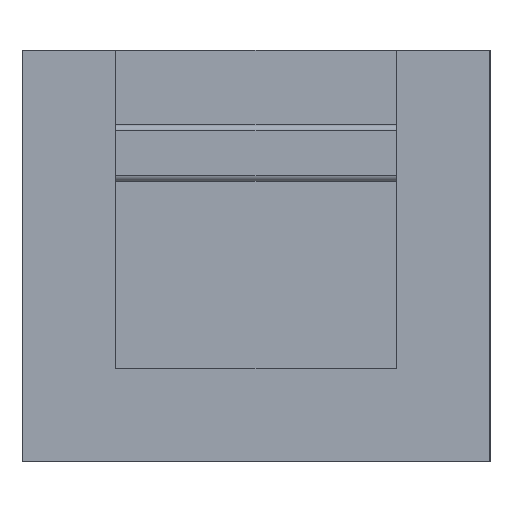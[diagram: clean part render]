
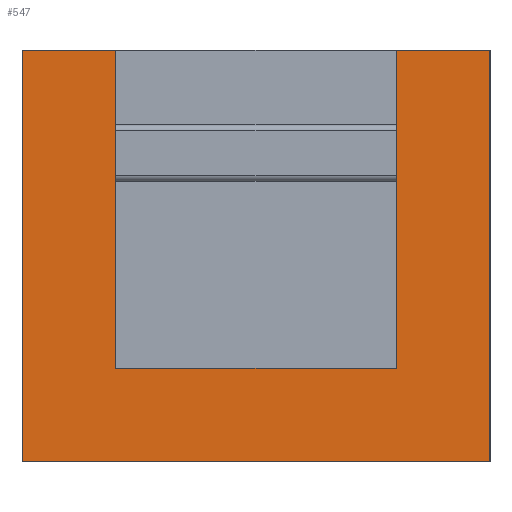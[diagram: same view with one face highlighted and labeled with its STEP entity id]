
A CAD part, left-side view. The second image highlights one B-rep face of the part: STEP entity #547.
In plain terms, the highlighted planar face has unit normal (-1, 0, 0).
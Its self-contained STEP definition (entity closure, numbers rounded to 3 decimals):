
#35=PLANE('',#597);
#63=FACE_OUTER_BOUND('',#92,.T.);
#92=EDGE_LOOP('',(#481,#482,#483,#484,#485,#486,#487,#488));
#111=LINE('',#781,#179);
#122=LINE('',#803,#190);
#124=LINE('',#807,#192);
#154=LINE('',#875,#222);
#155=LINE('',#877,#223);
#156=LINE('',#879,#224);
#157=LINE('',#881,#225);
#158=LINE('',#882,#226);
#179=VECTOR('',#635,10.);
#190=VECTOR('',#654,10.);
#192=VECTOR('',#658,10.);
#222=VECTOR('',#722,10.);
#223=VECTOR('',#723,10.);
#224=VECTOR('',#724,10.);
#225=VECTOR('',#725,10.);
#226=VECTOR('',#726,10.);
#255=VERTEX_POINT('',#778);
#256=VERTEX_POINT('',#780);
#263=VERTEX_POINT('',#802);
#264=VERTEX_POINT('',#806);
#285=VERTEX_POINT('',#874);
#286=VERTEX_POINT('',#876);
#287=VERTEX_POINT('',#878);
#288=VERTEX_POINT('',#880);
#309=EDGE_CURVE('',#256,#255,#111,.T.);
#320=EDGE_CURVE('',#263,#256,#122,.T.);
#322=EDGE_CURVE('',#255,#264,#124,.T.);
#356=EDGE_CURVE('',#285,#264,#154,.F.);
#357=EDGE_CURVE('',#286,#285,#155,.F.);
#358=EDGE_CURVE('',#287,#286,#156,.T.);
#359=EDGE_CURVE('',#287,#288,#157,.T.);
#360=EDGE_CURVE('',#263,#288,#158,.F.);
#481=ORIENTED_EDGE('',*,*,#322,.T.);
#482=ORIENTED_EDGE('',*,*,#356,.F.);
#483=ORIENTED_EDGE('',*,*,#357,.F.);
#484=ORIENTED_EDGE('',*,*,#358,.F.);
#485=ORIENTED_EDGE('',*,*,#359,.T.);
#486=ORIENTED_EDGE('',*,*,#360,.F.);
#487=ORIENTED_EDGE('',*,*,#320,.T.);
#488=ORIENTED_EDGE('',*,*,#309,.T.);
#547=ADVANCED_FACE('',(#63),#35,.T.);
#597=AXIS2_PLACEMENT_3D('',#873,#720,#721);
#635=DIRECTION('',(0.,1.,0.));
#654=DIRECTION('',(0.,0.,-1.));
#658=DIRECTION('',(0.,0.,1.));
#720=DIRECTION('center_axis',(-1.,0.,0.));
#721=DIRECTION('ref_axis',(0.,-1.,0.));
#722=DIRECTION('',(0.,1.,0.));
#723=DIRECTION('',(0.,0.,-1.));
#724=DIRECTION('',(0.,1.,0.));
#725=DIRECTION('',(0.,0.,1.));
#726=DIRECTION('',(0.,1.,0.));
#778=CARTESIAN_POINT('',(-51.,46.,4.));
#780=CARTESIAN_POINT('',(-51.,31.,4.));
#781=CARTESIAN_POINT('',(-51.,48.,4.));
#802=CARTESIAN_POINT('',(-51.,31.,21.));
#803=CARTESIAN_POINT('',(-51.,31.,2.));
#806=CARTESIAN_POINT('',(-51.,46.,21.));
#807=CARTESIAN_POINT('',(-51.,46.,10.5));
#873=CARTESIAN_POINT('Origin',(-51.,50.,0.));
#874=CARTESIAN_POINT('',(-51.,51.,21.));
#875=CARTESIAN_POINT('',(-51.,44.25,21.));
#876=CARTESIAN_POINT('',(-51.,51.,-1.));
#877=CARTESIAN_POINT('',(-51.,51.,0.));
#878=CARTESIAN_POINT('',(-51.,26.,-1.));
#879=CARTESIAN_POINT('',(-51.,44.25,-1.));
#880=CARTESIAN_POINT('',(-51.,26.,21.));
#881=CARTESIAN_POINT('',(-51.,26.,0.));
#882=CARTESIAN_POINT('',(-51.,44.25,21.));
